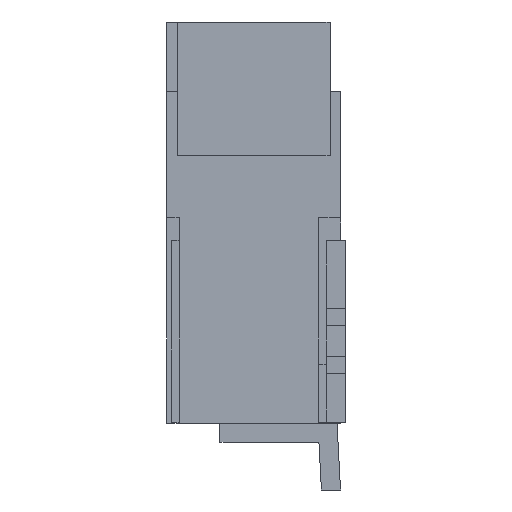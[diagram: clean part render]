
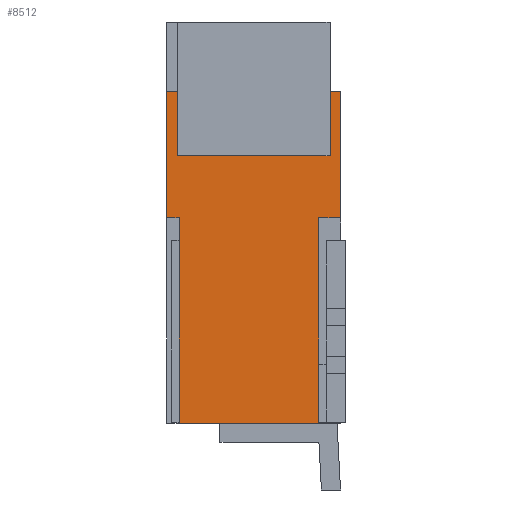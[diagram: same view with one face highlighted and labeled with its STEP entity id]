
A CAD part, left-side view. The second image highlights one B-rep face of the part: STEP entity #8512.
In plain terms, the highlighted planar face has unit normal (-1, 0, 0).
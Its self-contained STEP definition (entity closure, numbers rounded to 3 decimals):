
#1225=DIRECTION('',(0.,1.,0.));
#1226=VECTOR('',#1225,1.46);
#1227=CARTESIAN_POINT('',(0.,0.23,-4.2));
#1228=LINE('',#1227,#1226);
#2933=DIRECTION('',(0.,0.,1.));
#2934=VECTOR('',#2933,2.15);
#2935=CARTESIAN_POINT('',(0.,0.23,-4.2));
#2936=LINE('',#2935,#2934);
#2941=DIRECTION('',(0.,0.,-1.));
#2942=VECTOR('',#2941,1.32);
#2943=CARTESIAN_POINT('',(0.,1.82,-0.73));
#2944=LINE('',#2943,#2942);
#2945=DIRECTION('',(0.,1.,0.));
#2946=VECTOR('',#2945,1.82);
#2947=CARTESIAN_POINT('',(0.,0.,-0.73));
#2948=LINE('',#2947,#2946);
#2949=DIRECTION('',(0.,0.,1.));
#2950=VECTOR('',#2949,1.32);
#2951=CARTESIAN_POINT('',(0.,0.,-2.05));
#2952=LINE('',#2951,#2950);
#2973=DIRECTION('',(0.,0.,1.));
#2974=VECTOR('',#2973,2.15);
#2975=CARTESIAN_POINT('',(0.,1.69,-4.2));
#2976=LINE('',#2975,#2974);
#3025=DIRECTION('',(0.,-1.,0.));
#3026=VECTOR('',#3025,0.13);
#3027=CARTESIAN_POINT('',(0.,1.82,-2.05));
#3028=LINE('',#3027,#3026);
#3033=DIRECTION('',(0.,1.,0.));
#3034=VECTOR('',#3033,0.23);
#3035=CARTESIAN_POINT('',(0.,0.,-2.05));
#3036=LINE('',#3035,#3034);
#3671=CARTESIAN_POINT('',(0.,0.,-0.73));
#3673=VERTEX_POINT('',#3671);
#3675=CARTESIAN_POINT('',(0.,0.,-2.05));
#3676=VERTEX_POINT('',#3675);
#3781=CARTESIAN_POINT('',(0.,1.82,-0.73));
#3783=VERTEX_POINT('',#3781);
#3811=CARTESIAN_POINT('',(0.,1.82,-2.05));
#3812=VERTEX_POINT('',#3811);
#3825=CARTESIAN_POINT('',(0.,0.23,-4.2));
#3826=CARTESIAN_POINT('',(0.,1.69,-4.2));
#3827=VERTEX_POINT('',#3825);
#3828=VERTEX_POINT('',#3826);
#3829=CARTESIAN_POINT('',(0.,1.69,-2.05));
#3830=VERTEX_POINT('',#3829);
#3831=CARTESIAN_POINT('',(0.,0.23,-2.05));
#3832=VERTEX_POINT('',#3831);
#8494=CARTESIAN_POINT('',(0.,0.91,-2.465));
#8495=DIRECTION('',(1.,0.,0.));
#8496=DIRECTION('',(0.,0.,1.));
#8497=AXIS2_PLACEMENT_3D('',#8494,#8495,#8496);
#8498=PLANE('',#8497);
#8499=ORIENTED_EDGE('',*,*,#5876,.T.);
#8501=ORIENTED_EDGE('',*,*,#8500,.T.);
#8503=ORIENTED_EDGE('',*,*,#8502,.F.);
#8504=ORIENTED_EDGE('',*,*,#4657,.F.);
#8505=ORIENTED_EDGE('',*,*,#4704,.F.);
#8506=ORIENTED_EDGE('',*,*,#4404,.F.);
#8508=ORIENTED_EDGE('',*,*,#8507,.T.);
#8509=ORIENTED_EDGE('',*,*,#8484,.F.);
#8510=EDGE_LOOP('',(#8499,#8501,#8503,#8504,#8505,#8506,#8508,#8509));
#8511=FACE_OUTER_BOUND('',#8510,.F.);
#8512=ADVANCED_FACE('',(#8511),#8498,.F.);
#4404=EDGE_CURVE('',#3676,#3673,#2952,.T.);
#4657=EDGE_CURVE('',#3783,#3812,#2944,.T.);
#4704=EDGE_CURVE('',#3673,#3783,#2948,.T.);
#5876=EDGE_CURVE('',#3827,#3828,#1228,.T.);
#8484=EDGE_CURVE('',#3827,#3832,#2936,.T.);
#8500=EDGE_CURVE('',#3828,#3830,#2976,.T.);
#8502=EDGE_CURVE('',#3812,#3830,#3028,.T.);
#8507=EDGE_CURVE('',#3676,#3832,#3036,.T.);
